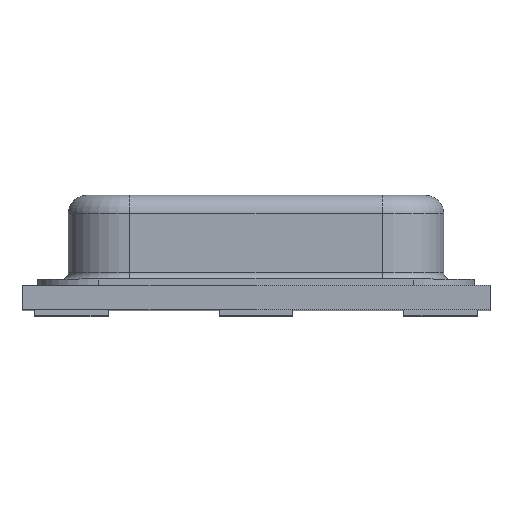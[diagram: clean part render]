
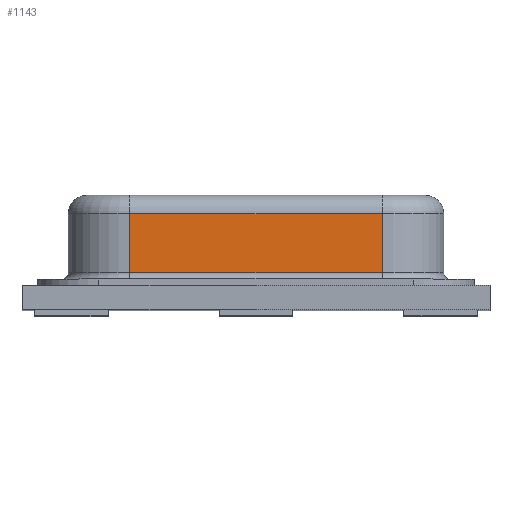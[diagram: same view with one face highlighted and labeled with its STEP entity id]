
A CAD part, top view. The second image highlights one B-rep face of the part: STEP entity #1143.
In plain terms, the highlighted planar face has unit normal (0, 0, 1).
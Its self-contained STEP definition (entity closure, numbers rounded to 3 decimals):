
#35 = ORIENTED_EDGE ( 'NONE', *, *, #650, .T. ) ;
#97 = DIRECTION ( 'NONE',  ( -1., 0., 0. ) ) ;
#108 = EDGE_CURVE ( 'NONE', #854, #2988, #1915, .T. ) ;
#196 = CARTESIAN_POINT ( 'NONE',  ( 1.025, 0.98, 1.425 ) ) ;
#384 = CARTESIAN_POINT ( 'NONE',  ( -1.025, 0.83, 1.425 ) ) ;
#409 = LINE ( 'NONE', #1706, #1192 ) ;
#483 = CARTESIAN_POINT ( 'NONE',  ( 1.025, 0.35, 1.425 ) ) ;
#616 = LINE ( 'NONE', #384, #671 ) ;
#650 = EDGE_CURVE ( 'NONE', #661, #2988, #1127, .T. ) ;
#661 = VERTEX_POINT ( 'NONE', #889 ) ;
#671 = VECTOR ( 'NONE', #97, 1000. ) ;
#757 = ORIENTED_EDGE ( 'NONE', *, *, #1383, .T. ) ;
#854 = VERTEX_POINT ( 'NONE', #3315 ) ;
#889 = CARTESIAN_POINT ( 'NONE',  ( -1.025, 0.35, 1.425 ) ) ;
#938 = AXIS2_PLACEMENT_3D ( 'NONE', #3093, #1569, #1327 ) ;
#1127 = LINE ( 'NONE', #1160, #3167 ) ;
#1143 = ADVANCED_FACE ( 'NONE', ( #1808 ), #2042, .F. ) ;
#1160 = CARTESIAN_POINT ( 'NONE',  ( -1.025, 0.35, 1.425 ) ) ;
#1192 = VECTOR ( 'NONE', #2700, 1000. ) ;
#1327 = DIRECTION ( 'NONE',  ( -1., 0., 0. ) ) ;
#1383 = EDGE_CURVE ( 'NONE', #854, #1504, #616, .T. ) ;
#1504 = VERTEX_POINT ( 'NONE', #1955 ) ;
#1569 = DIRECTION ( 'NONE',  ( 0., 0., -1. ) ) ;
#1692 = DIRECTION ( 'NONE',  ( 0., -1., 0. ) ) ;
#1706 = CARTESIAN_POINT ( 'NONE',  ( -1.025, 0.98, 1.425 ) ) ;
#1709 = ORIENTED_EDGE ( 'NONE', *, *, #108, .F. ) ;
#1808 = FACE_OUTER_BOUND ( 'NONE', #3272, .T. ) ;
#1915 = LINE ( 'NONE', #196, #2116 ) ;
#1955 = CARTESIAN_POINT ( 'NONE',  ( -1.025, 0.83, 1.425 ) ) ;
#1997 = EDGE_CURVE ( 'NONE', #1504, #661, #409, .T. ) ;
#2042 = PLANE ( 'NONE',  #938 ) ;
#2116 = VECTOR ( 'NONE', #1692, 1000. ) ;
#2700 = DIRECTION ( 'NONE',  ( 0., -1., 0. ) ) ;
#2945 = ORIENTED_EDGE ( 'NONE', *, *, #1997, .T. ) ;
#2988 = VERTEX_POINT ( 'NONE', #483 ) ;
#3093 = CARTESIAN_POINT ( 'NONE',  ( -1.025, 0.98, 1.425 ) ) ;
#3162 = DIRECTION ( 'NONE',  ( 1., 0., 0. ) ) ;
#3167 = VECTOR ( 'NONE', #3162, 1000. ) ;
#3272 = EDGE_LOOP ( 'NONE', ( #2945, #35, #1709, #757 ) ) ;
#3315 = CARTESIAN_POINT ( 'NONE',  ( 1.025, 0.83, 1.425 ) ) ;
